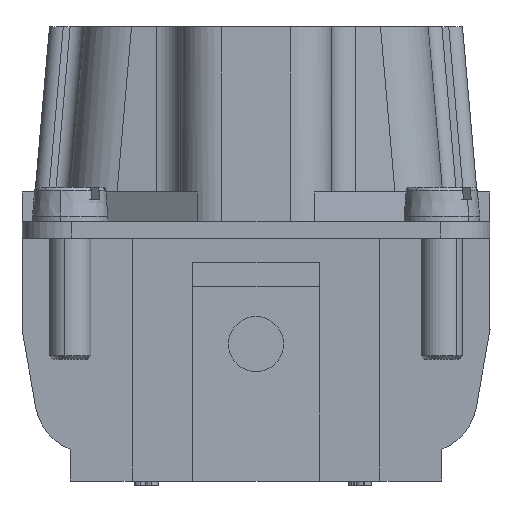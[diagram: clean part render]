
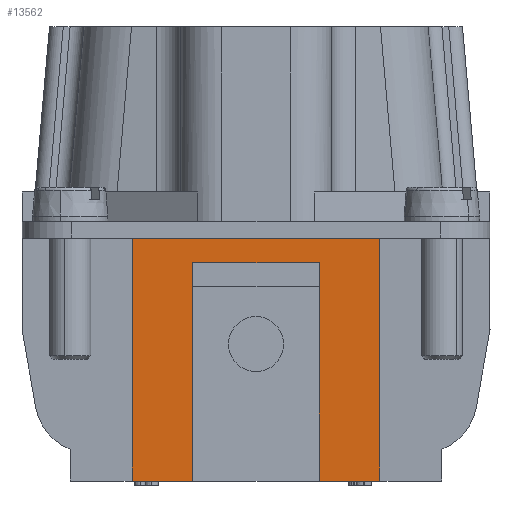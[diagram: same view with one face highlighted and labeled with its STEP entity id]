
A CAD part, left-side view. The second image highlights one B-rep face of the part: STEP entity #13562.
In plain terms, the highlighted planar face has unit normal (-0.999, 0, -0.035).
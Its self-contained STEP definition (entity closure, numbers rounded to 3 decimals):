
#11831=FACE_OUTER_BOUND('',#22525,.T.);
#13562=ADVANCED_FACE('',(#11831),#14577,.F.);
#14577=PLANE('',#43083);
#16901=LINE('',#64831,#20005);
#16905=LINE('',#64839,#20009);
#17207=LINE('',#67219,#20311);
#17211=LINE('',#67227,#20315);
#17212=LINE('',#67229,#20316);
#17215=LINE('',#67235,#20319);
#17216=LINE('',#67237,#20320);
#17217=LINE('',#67239,#20321);
#20005=VECTOR('',#48506,1.);
#20009=VECTOR('',#48510,1.);
#20311=VECTOR('',#49626,1.);
#20315=VECTOR('',#49636,1.);
#20316=VECTOR('',#49639,1.);
#20319=VECTOR('',#49648,1.);
#20320=VECTOR('',#49649,1.);
#20321=VECTOR('',#49650,1.);
#22525=EDGE_LOOP('',(#31726,#31727,#31728,#31729,#31730,#31731,#31732,#31733));
#31726=ORIENTED_EDGE('',*,*,#39442,.T.);
#31727=ORIENTED_EDGE('',*,*,#38800,.T.);
#31728=ORIENTED_EDGE('',*,*,#39446,.F.);
#31729=ORIENTED_EDGE('',*,*,#39447,.F.);
#31730=ORIENTED_EDGE('',*,*,#39448,.F.);
#31731=ORIENTED_EDGE('',*,*,#38796,.T.);
#31732=ORIENTED_EDGE('',*,*,#39443,.F.);
#31733=ORIENTED_EDGE('',*,*,#39438,.F.);
#34445=VERTEX_POINT('',#64830);
#34446=VERTEX_POINT('',#64832);
#34449=VERTEX_POINT('',#64838);
#34450=VERTEX_POINT('',#64840);
#34835=VERTEX_POINT('',#67218);
#34836=VERTEX_POINT('',#67220);
#34837=VERTEX_POINT('',#67236);
#34838=VERTEX_POINT('',#67238);
#38796=EDGE_CURVE('',#34446,#34445,#16901,.T.);
#38800=EDGE_CURVE('',#34450,#34449,#16905,.T.);
#39438=EDGE_CURVE('',#34835,#34836,#17207,.T.);
#39442=EDGE_CURVE('',#34835,#34450,#17211,.T.);
#39443=EDGE_CURVE('',#34836,#34445,#17212,.T.);
#39446=EDGE_CURVE('',#34837,#34449,#17215,.T.);
#39447=EDGE_CURVE('',#34838,#34837,#17216,.T.);
#39448=EDGE_CURVE('',#34446,#34838,#17217,.T.);
#43083=AXIS2_PLACEMENT_3D('',#67240,#49651,#49652);
#48506=DIRECTION('',(0.,-1.,0.));
#48510=DIRECTION('',(0.,-1.,0.));
#49626=DIRECTION('',(0.,-1.,0.));
#49636=DIRECTION('',(0.035,0.,-0.999));
#49639=DIRECTION('',(0.035,0.,-0.999));
#49648=DIRECTION('',(0.035,0.,-0.999));
#49649=DIRECTION('',(0.,1.,0.));
#49650=DIRECTION('',(-0.035,0.,0.999));
#49651=DIRECTION('',(0.999,0.,0.035));
#49652=DIRECTION('',(0.,-1.,0.));
#64830=CARTESIAN_POINT('',(-34.244,-9.,-17.85));
#64831=CARTESIAN_POINT('',(-34.244,17.945,-17.85));
#64832=CARTESIAN_POINT('',(-34.244,-4.6,-17.85));
#64838=CARTESIAN_POINT('',(-34.244,4.6,-17.85));
#64839=CARTESIAN_POINT('',(-34.244,17.945,-17.85));
#64840=CARTESIAN_POINT('',(-34.244,9.,-17.85));
#67218=CARTESIAN_POINT('',(-34.86,9.,-0.2));
#67219=CARTESIAN_POINT('',(-34.86,-17.127,-0.2));
#67220=CARTESIAN_POINT('',(-34.86,-9.,-0.2));
#67227=CARTESIAN_POINT('',(-34.274,9.,-16.99));
#67229=CARTESIAN_POINT('',(-34.274,-9.,-16.99));
#67235=CARTESIAN_POINT('',(-34.486,4.6,-10.921));
#67236=CARTESIAN_POINT('',(-34.798,4.6,-2.));
#67237=CARTESIAN_POINT('',(-34.798,9.,-2.));
#67238=CARTESIAN_POINT('',(-34.798,-4.6,-2.));
#67239=CARTESIAN_POINT('',(-34.486,-4.6,-10.921));
#67240=CARTESIAN_POINT('',(-34.486,9.,-10.921));
